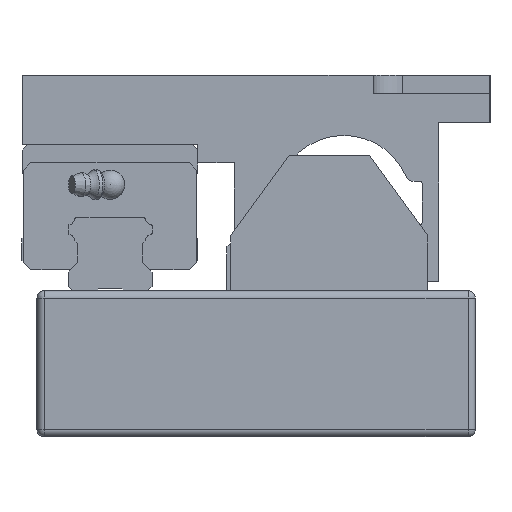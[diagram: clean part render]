
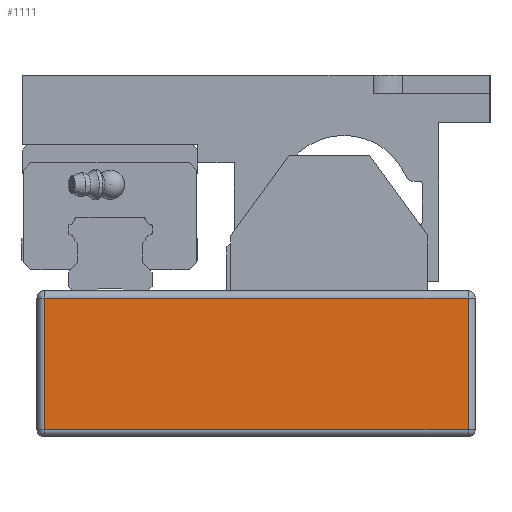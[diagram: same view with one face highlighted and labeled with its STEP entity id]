
A CAD part, left-side view. The second image highlights one B-rep face of the part: STEP entity #1111.
In plain terms, the highlighted planar face has unit normal (-1, 0, 0).
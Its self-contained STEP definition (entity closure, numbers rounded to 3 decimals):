
#1111 = ADVANCED_FACE( '', ( #2386 ), #2387, .T. );
#2386 = FACE_OUTER_BOUND( '', #3781, .T. );
#2387 = PLANE( '', #3782 );
#3781 = EDGE_LOOP( '', ( #6945, #6946, #6947, #6948 ) );
#3782 = AXIS2_PLACEMENT_3D( '', #6949, #6950, #6951 );
#6945 = ORIENTED_EDGE( '', *, *, #9008, .F. );
#6946 = ORIENTED_EDGE( '', *, *, #8541, .F. );
#6947 = ORIENTED_EDGE( '', *, *, #8735, .F. );
#6948 = ORIENTED_EDGE( '', *, *, #8622, .F. );
#6949 = CARTESIAN_POINT( '', ( -293., 58., 38. ) );
#6950 = DIRECTION( '', ( -1., 0., 0. ) );
#6951 = DIRECTION( '', ( 0., 0., 1. ) );
#8541 = EDGE_CURVE( '', #9603, #10024, #10443, .T. );
#8622 = EDGE_CURVE( '', #10149, #10324, #10555, .T. );
#8735 = EDGE_CURVE( '', #10324, #9603, #10720, .T. );
#9008 = EDGE_CURVE( '', #10024, #10149, #11069, .T. );
#9603 = VERTEX_POINT( '', #11867 );
#10024 = VERTEX_POINT( '', #12432 );
#10149 = VERTEX_POINT( '', #12652 );
#10324 = VERTEX_POINT( '', #12887 );
#10443 = LINE( '', #13048, #13049 );
#10555 = LINE( '', #13205, #13206 );
#10720 = LINE( '', #13435, #13436 );
#11069 = LINE( '', #13920, #13921 );
#11867 = CARTESIAN_POINT( '', ( -293., -58., 2. ) );
#12432 = CARTESIAN_POINT( '', ( -293., 58., 2. ) );
#12652 = CARTESIAN_POINT( '', ( -293., 58., 38. ) );
#12887 = CARTESIAN_POINT( '', ( -293., -58., 38. ) );
#13048 = CARTESIAN_POINT( '', ( -293., 58., 2. ) );
#13049 = VECTOR( '', #15091, 1000. );
#13205 = CARTESIAN_POINT( '', ( -293., -58., 38. ) );
#13206 = VECTOR( '', #15181, 1000. );
#13435 = CARTESIAN_POINT( '', ( -293., -58., 2. ) );
#13436 = VECTOR( '', #15303, 1000. );
#13920 = CARTESIAN_POINT( '', ( -293., 58., 38. ) );
#13921 = VECTOR( '', #15556, 1000. );
#15091 = DIRECTION( '', ( 0., 1., 0. ) );
#15181 = DIRECTION( '', ( 0., -1., 0. ) );
#15303 = DIRECTION( '', ( 0., 0., -1. ) );
#15556 = DIRECTION( '', ( 0., 0., 1. ) );
